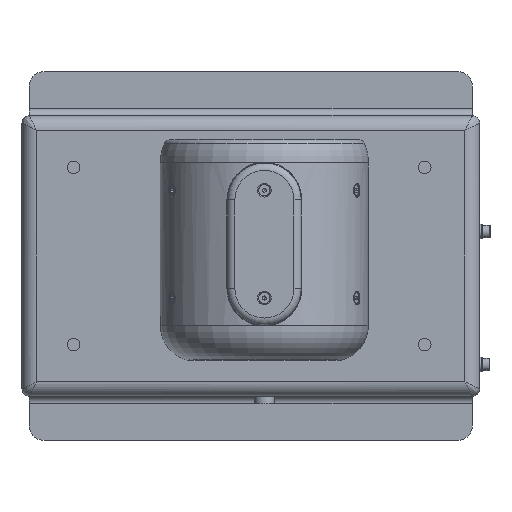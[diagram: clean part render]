
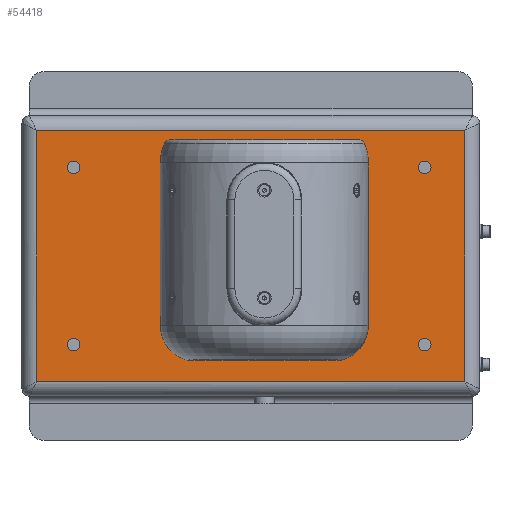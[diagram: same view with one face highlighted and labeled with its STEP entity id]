
A CAD part, front view. The second image highlights one B-rep face of the part: STEP entity #54418.
In plain terms, the highlighted planar face has unit normal (0, -1, 0).
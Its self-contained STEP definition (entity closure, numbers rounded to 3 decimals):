
#352 = CARTESIAN_POINT ( 'NONE',  ( -6.755, -28.177, 144.998 ) ) ;
#449 = CIRCLE ( 'NONE', #48892, 60. ) ;
#1404 = EDGE_CURVE ( 'NONE', #9007, #33626, #17279, .T. ) ;
#2766 = ORIENTED_EDGE ( 'NONE', *, *, #25517, .F. ) ;
#2997 = ORIENTED_EDGE ( 'NONE', *, *, #19985, .F. ) ;
#3020 = DIRECTION ( 'NONE',  ( 0., 0., -1. ) ) ;
#4926 = DIRECTION ( 'NONE',  ( -1., 0., 0. ) ) ;
#5058 = VECTOR ( 'NONE', #21817, 1000. ) ;
#5301 = VECTOR ( 'NONE', #40435, 1000. ) ;
#5476 = VERTEX_POINT ( 'NONE', #39132 ) ;
#6378 = VERTEX_POINT ( 'NONE', #26904 ) ;
#9007 = VERTEX_POINT ( 'NONE', #22556 ) ;
#9691 = CARTESIAN_POINT ( 'NONE',  ( -244.557, -28.177, 149.248 ) ) ;
#9742 = EDGE_CURVE ( 'NONE', #20528, #20528, #54270, .T. ) ;
#9945 = FACE_OUTER_BOUND ( 'NONE', #55184, .T. ) ;
#10172 = ORIENTED_EDGE ( 'NONE', *, *, #1404, .F. ) ;
#10729 = LINE ( 'NONE', #42540, #25046 ) ;
#14148 = DIRECTION ( 'NONE',  ( 0., -1., 0. ) ) ;
#14447 = CIRCLE ( 'NONE', #48301, 4.25 ) ;
#14732 = ORIENTED_EDGE ( 'NONE', *, *, #9742, .F. ) ;
#15123 = EDGE_CURVE ( 'NONE', #40478, #40478, #449, .T. ) ;
#17279 = LINE ( 'NONE', #36331, #5058 ) ;
#17464 = EDGE_LOOP ( 'NONE', ( #36687 ) ) ;
#17935 = EDGE_LOOP ( 'NONE', ( #2766 ) ) ;
#18515 = DIRECTION ( 'NONE',  ( 0., 0., -1. ) ) ;
#18764 = FACE_BOUND ( 'NONE', #17935, .T. ) ;
#19405 = DIRECTION ( 'NONE',  ( 0., -1., 0. ) ) ;
#19582 = EDGE_CURVE ( 'NONE', #33626, #6378, #10729, .T. ) ;
#19920 = CIRCLE ( 'NONE', #45040, 4.25 ) ;
#19985 = EDGE_CURVE ( 'NONE', #54489, #54489, #28851, .T. ) ;
#20528 = VERTEX_POINT ( 'NONE', #21425 ) ;
#21425 = CARTESIAN_POINT ( 'NONE',  ( -244.557, -28.177, 24.998 ) ) ;
#21772 = ORIENTED_EDGE ( 'NONE', *, *, #58406, .F. ) ;
#21817 = DIRECTION ( 'NONE',  ( 0., 0., -1. ) ) ;
#22556 = CARTESIAN_POINT ( 'NONE',  ( 20.443, -28.177, 174.248 ) ) ;
#22933 = CARTESIAN_POINT ( 'NONE',  ( -6.755, -28.177, 149.248 ) ) ;
#23108 = ORIENTED_EDGE ( 'NONE', *, *, #19582, .F. ) ;
#23737 = DIRECTION ( 'NONE',  ( 0., -1., 0. ) ) ;
#23863 = ORIENTED_EDGE ( 'NONE', *, *, #44188, .F. ) ;
#23884 = FACE_BOUND ( 'NONE', #54268, .T. ) ;
#24875 = CARTESIAN_POINT ( 'NONE',  ( -115.399, -28.177, 97.248 ) ) ;
#25046 = VECTOR ( 'NONE', #4926, 1000. ) ;
#25517 = EDGE_CURVE ( 'NONE', #5476, #5476, #19920, .T. ) ;
#25981 = DIRECTION ( 'NONE',  ( 0., -1., 0. ) ) ;
#26904 = CARTESIAN_POINT ( 'NONE',  ( -269.557, -28.177, 4.248 ) ) ;
#27863 = AXIS2_PLACEMENT_3D ( 'NONE', #22933, #14148, #3020 ) ;
#28466 = FACE_BOUND ( 'NONE', #32917, .T. ) ;
#28851 = CIRCLE ( 'NONE', #27863, 4.25 ) ;
#31034 = EDGE_LOOP ( 'NONE', ( #14732 ) ) ;
#31077 = CARTESIAN_POINT ( 'NONE',  ( -269.557, -28.177, 174.248 ) ) ;
#31512 = CARTESIAN_POINT ( 'NONE',  ( -6.755, -28.177, 29.248 ) ) ;
#32917 = EDGE_LOOP ( 'NONE', ( #21772 ) ) ;
#33171 = CARTESIAN_POINT ( 'NONE',  ( -115.399, -28.177, 37.248 ) ) ;
#33181 = VECTOR ( 'NONE', #45135, 1000. ) ;
#33404 = DIRECTION ( 'NONE',  ( 0., -1., 0. ) ) ;
#33626 = VERTEX_POINT ( 'NONE', #40425 ) ;
#33953 = AXIS2_PLACEMENT_3D ( 'NONE', #56544, #23737, #56260 ) ;
#36198 = LINE ( 'NONE', #45248, #5301 ) ;
#36331 = CARTESIAN_POINT ( 'NONE',  ( 20.443, -28.177, 174.248 ) ) ;
#36687 = ORIENTED_EDGE ( 'NONE', *, *, #15123, .F. ) ;
#36695 = CARTESIAN_POINT ( 'NONE',  ( -269.557, -28.177, 174.248 ) ) ;
#37178 = VERTEX_POINT ( 'NONE', #31077 ) ;
#38198 = DIRECTION ( 'NONE',  ( 0., 0., -1. ) ) ;
#39132 = CARTESIAN_POINT ( 'NONE',  ( -244.557, -28.177, 144.998 ) ) ;
#40425 = CARTESIAN_POINT ( 'NONE',  ( 20.443, -28.177, 4.248 ) ) ;
#40435 = DIRECTION ( 'NONE',  ( 0., 0., 1. ) ) ;
#40478 = VERTEX_POINT ( 'NONE', #33171 ) ;
#41819 = LINE ( 'NONE', #36695, #33181 ) ;
#42540 = CARTESIAN_POINT ( 'NONE',  ( -269.557, -28.177, 4.248 ) ) ;
#43337 = EDGE_CURVE ( 'NONE', #37178, #9007, #41819, .T. ) ;
#43568 = CARTESIAN_POINT ( 'NONE',  ( -269.557, -28.177, 174.248 ) ) ;
#44188 = EDGE_CURVE ( 'NONE', #6378, #37178, #36198, .T. ) ;
#45040 = AXIS2_PLACEMENT_3D ( 'NONE', #9691, #19405, #18515 ) ;
#45135 = DIRECTION ( 'NONE',  ( 1., 0., 0. ) ) ;
#45248 = CARTESIAN_POINT ( 'NONE',  ( -269.557, -28.177, 174.248 ) ) ;
#45745 = CARTESIAN_POINT ( 'NONE',  ( -6.755, -28.177, 24.998 ) ) ;
#45815 = ORIENTED_EDGE ( 'NONE', *, *, #43337, .F. ) ;
#46291 = FACE_BOUND ( 'NONE', #17464, .T. ) ;
#46891 = PLANE ( 'NONE',  #56697 ) ;
#48098 = DIRECTION ( 'NONE',  ( 0., 0., -1. ) ) ;
#48301 = AXIS2_PLACEMENT_3D ( 'NONE', #31512, #58543, #54561 ) ;
#48892 = AXIS2_PLACEMENT_3D ( 'NONE', #24875, #33404, #38198 ) ;
#51494 = FACE_BOUND ( 'NONE', #31034, .T. ) ;
#54268 = EDGE_LOOP ( 'NONE', ( #2997 ) ) ;
#54270 = CIRCLE ( 'NONE', #33953, 4.25 ) ;
#54418 = ADVANCED_FACE ( 'NONE', ( #46291, #18764, #51494, #9945, #23884, #28466 ), #46891, .T. ) ;
#54489 = VERTEX_POINT ( 'NONE', #352 ) ;
#54561 = DIRECTION ( 'NONE',  ( 0., 0., -1. ) ) ;
#54945 = VERTEX_POINT ( 'NONE', #45745 ) ;
#55184 = EDGE_LOOP ( 'NONE', ( #23108, #10172, #45815, #23863 ) ) ;
#56260 = DIRECTION ( 'NONE',  ( 0., 0., -1. ) ) ;
#56544 = CARTESIAN_POINT ( 'NONE',  ( -244.557, -28.177, 29.248 ) ) ;
#56697 = AXIS2_PLACEMENT_3D ( 'NONE', #43568, #25981, #48098 ) ;
#58406 = EDGE_CURVE ( 'NONE', #54945, #54945, #14447, .T. ) ;
#58543 = DIRECTION ( 'NONE',  ( 0., -1., 0. ) ) ;
